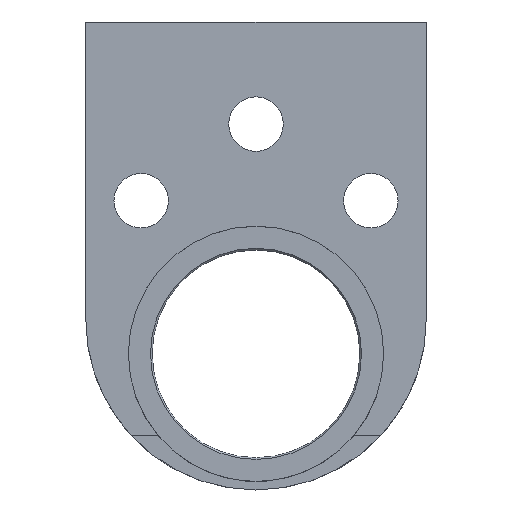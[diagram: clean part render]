
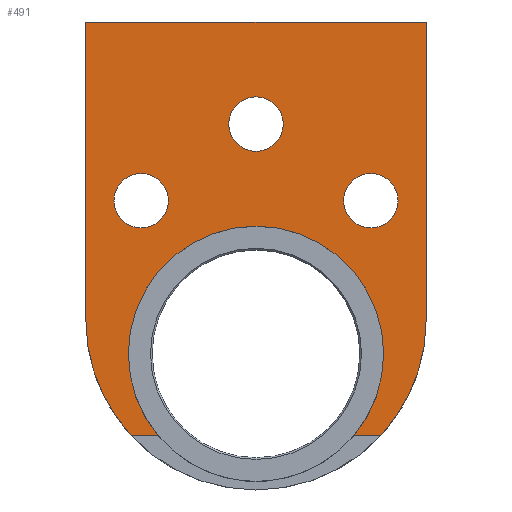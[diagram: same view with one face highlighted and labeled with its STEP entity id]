
A CAD part, top view. The second image highlights one B-rep face of the part: STEP entity #491.
In plain terms, the highlighted planar face has unit normal (0, 0, 1).
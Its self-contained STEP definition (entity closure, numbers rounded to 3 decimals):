
#34 = EDGE_LOOP ( 'NONE', ( #163, #820 ) ) ;
#35 = ORIENTED_EDGE ( 'NONE', *, *, #320, .T. ) ;
#41 = ORIENTED_EDGE ( 'NONE', *, *, #790, .F. ) ;
#47 = DIRECTION ( 'NONE',  ( 0., 0., 1. ) ) ;
#63 = AXIS2_PLACEMENT_3D ( 'NONE', #599, #685, #434 ) ;
#67 = EDGE_CURVE ( 'NONE', #109, #179, #115, .T. ) ;
#69 = DIRECTION ( 'NONE',  ( 1., 0., 0. ) ) ;
#80 = DIRECTION ( 'NONE',  ( 0., 0., 1. ) ) ;
#103 = EDGE_CURVE ( 'NONE', #179, #109, #400, .T. ) ;
#109 = VERTEX_POINT ( 'NONE', #232 ) ;
#110 = DIRECTION ( 'NONE',  ( 1., 0., 0. ) ) ;
#115 = CIRCLE ( 'NONE', #472, 1.6 ) ;
#116 = DIRECTION ( 'NONE',  ( 1., 0., 0. ) ) ;
#125 = DIRECTION ( 'NONE',  ( 1., 0., 0. ) ) ;
#130 = EDGE_LOOP ( 'NONE', ( #615, #355, #227, #983, #284, #35, #470, #683, #41, #351 ) ) ;
#143 = VERTEX_POINT ( 'NONE', #473 ) ;
#149 = CARTESIAN_POINT ( 'NONE',  ( 0., 2., 1.5 ) ) ;
#161 = EDGE_LOOP ( 'NONE', ( #918, #690 ) ) ;
#163 = ORIENTED_EDGE ( 'NONE', *, *, #67, .F. ) ;
#179 = VERTEX_POINT ( 'NONE', #788 ) ;
#181 = LINE ( 'NONE', #884, #539 ) ;
#193 = CARTESIAN_POINT ( 'NONE',  ( 10., 13.5, 1.5 ) ) ;
#194 = AXIS2_PLACEMENT_3D ( 'NONE', #915, #47, #125 ) ;
#199 = VERTEX_POINT ( 'NONE', #300 ) ;
#213 = VERTEX_POINT ( 'NONE', #867 ) ;
#218 = VECTOR ( 'NONE', #405, 1000. ) ;
#227 = ORIENTED_EDGE ( 'NONE', *, *, #978, .T. ) ;
#228 = DIRECTION ( 'NONE',  ( 0., 0., 1. ) ) ;
#229 = DIRECTION ( 'NONE',  ( 0., 0., 1. ) ) ;
#232 = CARTESIAN_POINT ( 'NONE',  ( 15.15, 9., 1.5 ) ) ;
#234 = ORIENTED_EDGE ( 'NONE', *, *, #449, .F. ) ;
#236 = VERTEX_POINT ( 'NONE', #719 ) ;
#245 = CARTESIAN_POINT ( 'NONE',  ( 15.763, -4.8, 1.5 ) ) ;
#255 = VERTEX_POINT ( 'NONE', #633 ) ;
#264 = CARTESIAN_POINT ( 'NONE',  ( 11.6, 13.5, 1.5 ) ) ;
#278 = CARTESIAN_POINT ( 'NONE',  ( 0., 19.5, 1.5 ) ) ;
#279 = AXIS2_PLACEMENT_3D ( 'NONE', #718, #313, #487 ) ;
#281 = FACE_OUTER_BOUND ( 'NONE', #130, .T. ) ;
#284 = ORIENTED_EDGE ( 'NONE', *, *, #408, .T. ) ;
#297 = EDGE_CURVE ( 'NONE', #199, #255, #855, .T. ) ;
#300 = CARTESIAN_POINT ( 'NONE',  ( 17.332, -4.8, 1.5 ) ) ;
#303 = EDGE_CURVE ( 'NONE', #199, #213, #662, .T. ) ;
#308 = CARTESIAN_POINT ( 'NONE',  ( 16.75, 9., 1.5 ) ) ;
#313 = DIRECTION ( 'NONE',  ( 0., 0., 1. ) ) ;
#315 = VECTOR ( 'NONE', #714, 1000. ) ;
#318 = DIRECTION ( 'NONE',  ( 1., 0., 0. ) ) ;
#320 = EDGE_CURVE ( 'NONE', #332, #236, #913, .T. ) ;
#332 = VERTEX_POINT ( 'NONE', #149 ) ;
#341 = VERTEX_POINT ( 'NONE', #873 ) ;
#342 = VERTEX_POINT ( 'NONE', #395 ) ;
#343 = AXIS2_PLACEMENT_3D ( 'NONE', #555, #894, #318 ) ;
#351 = ORIENTED_EDGE ( 'NONE', *, *, #578, .F. ) ;
#355 = ORIENTED_EDGE ( 'NONE', *, *, #303, .T. ) ;
#367 = AXIS2_PLACEMENT_3D ( 'NONE', #577, #580, #110 ) ;
#375 = DIRECTION ( 'NONE',  ( 1., 0., 0. ) ) ;
#378 = CARTESIAN_POINT ( 'NONE',  ( 2.5, 0., 1.5 ) ) ;
#380 = CARTESIAN_POINT ( 'NONE',  ( 10., 0., 1.5 ) ) ;
#392 = DIRECTION ( 'NONE',  ( -1., 0., 0. ) ) ;
#395 = CARTESIAN_POINT ( 'NONE',  ( 4.237, -4.8, 1.5 ) ) ;
#400 = CIRCLE ( 'NONE', #926, 1.6 ) ;
#405 = DIRECTION ( 'NONE',  ( 0., -1., 0. ) ) ;
#408 = EDGE_CURVE ( 'Ar�te3', #589, #332, #438, .T. ) ;
#415 = LINE ( 'NONE', #609, #824 ) ;
#417 = AXIS2_PLACEMENT_3D ( 'NONE', #590, #763, #116 ) ;
#434 = DIRECTION ( 'NONE',  ( 1., 0., 0. ) ) ;
#438 = LINE ( 'NONE', #899, #218 ) ;
#447 = EDGE_LOOP ( 'NONE', ( #543, #234 ) ) ;
#449 = EDGE_CURVE ( 'Ar�te4', #910, #909, #709, .T. ) ;
#464 = EDGE_CURVE ( 'NONE', #143, #536, #922, .T. ) ;
#465 = FACE_BOUND ( 'NONE', #447, .T. ) ;
#470 = ORIENTED_EDGE ( 'NONE', *, *, #770, .F. ) ;
#472 = AXIS2_PLACEMENT_3D ( 'NONE', #308, #80, #69 ) ;
#473 = CARTESIAN_POINT ( 'NONE',  ( 4.85, 9., 1.5 ) ) ;
#474 = DIRECTION ( 'NONE',  ( 1., 0., 0. ) ) ;
#487 = DIRECTION ( 'NONE',  ( 1., 0., 0. ) ) ;
#491 = ADVANCED_FACE ( 'Face4', ( #281, #900, #465, #955 ), #687, .T. ) ;
#527 = VERTEX_POINT ( 'NONE', #600 ) ;
#534 = CIRCLE ( 'NONE', #367, 1.6 ) ;
#536 = VERTEX_POINT ( 'NONE', #923 ) ;
#539 = VECTOR ( 'NONE', #629, 1000. ) ;
#543 = ORIENTED_EDGE ( 'NONE', *, *, #1010, .F. ) ;
#555 = CARTESIAN_POINT ( 'NONE',  ( 10., 2., 1.5 ) ) ;
#577 = CARTESIAN_POINT ( 'NONE',  ( 3.25, 9., 1.5 ) ) ;
#578 = EDGE_CURVE ( 'NONE', #255, #527, #999, .T. ) ;
#580 = DIRECTION ( 'NONE',  ( 0., 0., 1. ) ) ;
#582 = CARTESIAN_POINT ( 'NONE',  ( 8.4, 13.5, 1.5 ) ) ;
#583 = VECTOR ( 'NONE', #392, 1000. ) ;
#589 = VERTEX_POINT ( 'NONE', #278 ) ;
#590 = CARTESIAN_POINT ( 'NONE',  ( 3.25, 9., 1.5 ) ) ;
#599 = CARTESIAN_POINT ( 'NONE',  ( 10., 0., 1.5 ) ) ;
#600 = CARTESIAN_POINT ( 'NONE',  ( 17.5, 0., 1.5 ) ) ;
#609 = CARTESIAN_POINT ( 'NONE',  ( 0., 19.5, 1.5 ) ) ;
#615 = ORIENTED_EDGE ( 'NONE', *, *, #297, .F. ) ;
#616 = CARTESIAN_POINT ( 'NONE',  ( 16.75, 9., 1.5 ) ) ;
#621 = EDGE_CURVE ( 'NONE', #341, #589, #415, .T. ) ;
#629 = DIRECTION ( 'NONE',  ( 0., 1., 0. ) ) ;
#633 = CARTESIAN_POINT ( 'NONE',  ( 15.763, -4.8, 1.5 ) ) ;
#639 = DIRECTION ( 'NONE',  ( 1., 0., 0. ) ) ;
#646 = DIRECTION ( 'NONE',  ( 1., 0., 0. ) ) ;
#662 = CIRCLE ( 'NONE', #279, 10. ) ;
#666 = VERTEX_POINT ( 'NONE', #378 ) ;
#683 = ORIENTED_EDGE ( 'NONE', *, *, #996, .F. ) ;
#685 = DIRECTION ( 'NONE',  ( 0., 0., 1. ) ) ;
#687 = PLANE ( 'NONE',  #194 ) ;
#690 = ORIENTED_EDGE ( 'NONE', *, *, #464, .F. ) ;
#709 = CIRCLE ( 'NONE', #977, 1.6 ) ;
#714 = DIRECTION ( 'NONE',  ( -1., 0., 0. ) ) ;
#717 = CARTESIAN_POINT ( 'NONE',  ( 10., 13.5, 1.5 ) ) ;
#718 = CARTESIAN_POINT ( 'NONE',  ( 10., 2., 1.5 ) ) ;
#719 = CARTESIAN_POINT ( 'NONE',  ( 2.668, -4.8, 1.5 ) ) ;
#729 = AXIS2_PLACEMENT_3D ( 'NONE', #871, #229, #474 ) ;
#746 = CIRCLE ( 'NONE', #755, 1.6 ) ;
#752 = DIRECTION ( 'NONE',  ( 1., 0., 0. ) ) ;
#755 = AXIS2_PLACEMENT_3D ( 'NONE', #717, #868, #639 ) ;
#763 = DIRECTION ( 'NONE',  ( 0., 0., 1. ) ) ;
#770 = EDGE_CURVE ( 'NONE', #342, #236, #797, .T. ) ;
#772 = DIRECTION ( 'NONE',  ( -1., 0., 0. ) ) ;
#788 = CARTESIAN_POINT ( 'NONE',  ( 18.35, 9., 1.5 ) ) ;
#790 = EDGE_CURVE ( 'NONE', #527, #666, #1007, .T. ) ;
#797 = LINE ( 'NONE', #876, #583 ) ;
#808 = DIRECTION ( 'NONE',  ( 0., 0., 1. ) ) ;
#820 = ORIENTED_EDGE ( 'NONE', *, *, #103, .F. ) ;
#824 = VECTOR ( 'NONE', #772, 1000. ) ;
#855 = LINE ( 'NONE', #245, #315 ) ;
#865 = AXIS2_PLACEMENT_3D ( 'NONE', #380, #808, #646 ) ;
#867 = CARTESIAN_POINT ( 'NONE',  ( 20., 2., 1.5 ) ) ;
#868 = DIRECTION ( 'NONE',  ( 0., 0., 1. ) ) ;
#871 = CARTESIAN_POINT ( 'NONE',  ( 10., 0., 1.5 ) ) ;
#873 = CARTESIAN_POINT ( 'NONE',  ( 20., 19.5, 1.5 ) ) ;
#876 = CARTESIAN_POINT ( 'NONE',  ( 2.668, -4.8, 1.5 ) ) ;
#882 = CIRCLE ( 'NONE', #729, 7.5 ) ;
#884 = CARTESIAN_POINT ( 'NONE',  ( 20., 19.5, 1.5 ) ) ;
#894 = DIRECTION ( 'NONE',  ( 0., 0., 1. ) ) ;
#899 = CARTESIAN_POINT ( 'NONE',  ( 0., 2., 1.5 ) ) ;
#900 = FACE_BOUND ( 'NONE', #161, .T. ) ;
#909 = VERTEX_POINT ( 'NONE', #582 ) ;
#910 = VERTEX_POINT ( 'NONE', #264 ) ;
#913 = CIRCLE ( 'NONE', #343, 10. ) ;
#915 = CARTESIAN_POINT ( 'NONE',  ( 10., 2., 1.5 ) ) ;
#918 = ORIENTED_EDGE ( 'NONE', *, *, #935, .F. ) ;
#919 = DIRECTION ( 'NONE',  ( 0., 0., 1. ) ) ;
#922 = CIRCLE ( 'NONE', #417, 1.6 ) ;
#923 = CARTESIAN_POINT ( 'NONE',  ( 1.65, 9., 1.5 ) ) ;
#926 = AXIS2_PLACEMENT_3D ( 'NONE', #616, #228, #375 ) ;
#935 = EDGE_CURVE ( 'NONE', #536, #143, #534, .T. ) ;
#955 = FACE_BOUND ( 'NONE', #34, .T. ) ;
#977 = AXIS2_PLACEMENT_3D ( 'NONE', #193, #919, #752 ) ;
#978 = EDGE_CURVE ( 'NONE', #213, #341, #181, .T. ) ;
#983 = ORIENTED_EDGE ( 'NONE', *, *, #621, .T. ) ;
#996 = EDGE_CURVE ( 'NONE', #666, #342, #882, .T. ) ;
#999 = CIRCLE ( 'NONE', #63, 7.5 ) ;
#1007 = CIRCLE ( 'NONE', #865, 7.5 ) ;
#1010 = EDGE_CURVE ( 'Ar�te4', #909, #910, #746, .T. ) ;
